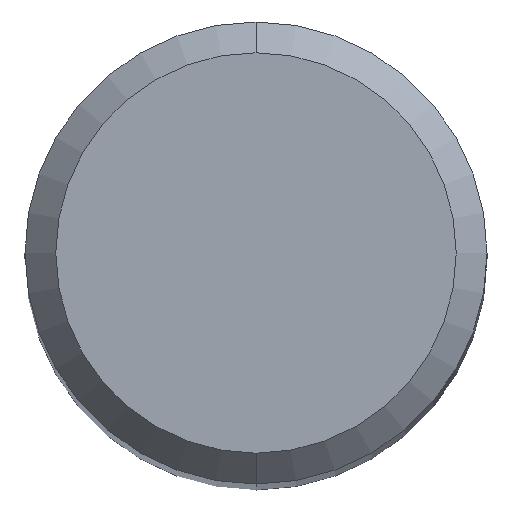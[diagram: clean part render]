
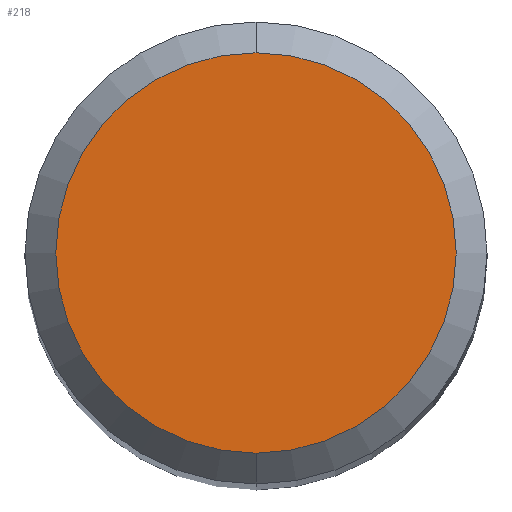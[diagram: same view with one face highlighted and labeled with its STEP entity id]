
A CAD part, top view. The second image highlights one B-rep face of the part: STEP entity #218.
In plain terms, the highlighted planar face has unit normal (0, 0, 1).
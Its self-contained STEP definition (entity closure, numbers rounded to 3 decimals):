
#124=EDGE_CURVE('',#248,#188,#293,.T.);
#138=EDGE_CURVE('',#188,#248,#309,.T.);
#188=VERTEX_POINT('',#366);
#218=ADVANCED_FACE('',(#399),#400,.T.);
#248=VERTEX_POINT('',#431);
#293=CIRCLE('',#475,2.6);
#309=CIRCLE('',#498,2.6);
#366=CARTESIAN_POINT('',(0.0,2.6,0.0));
#399=FACE_OUTER_BOUND('',#609,.T.);
#400=PLANE('',#610);
#431=CARTESIAN_POINT('',(0.,-2.6,0.0));
#475=AXIS2_PLACEMENT_3D('',#688,#689,#690);
#498=AXIS2_PLACEMENT_3D('',#711,#712,#713);
#609=EDGE_LOOP('',(#830,#831));
#610=AXIS2_PLACEMENT_3D('',#832,#833,#834);
#688=CARTESIAN_POINT('',(0.0,0.0,0.0));
#689=DIRECTION('',(0.0,0.0,-1.0));
#690=DIRECTION('',(0.0,1.0,0.0));
#711=CARTESIAN_POINT('',(0.0,0.0,0.0));
#712=DIRECTION('',(0.0,0.0,-1.0));
#713=DIRECTION('',(0.0,1.0,0.0));
#830=ORIENTED_EDGE('',*,*,#138,.F.);
#831=ORIENTED_EDGE('',*,*,#124,.F.);
#832=CARTESIAN_POINT('',(0.0,1.3,0.0));
#833=DIRECTION('',(-0.0,0.0,1.0));
#834=DIRECTION('',(0.0,-1.0,0.0));
